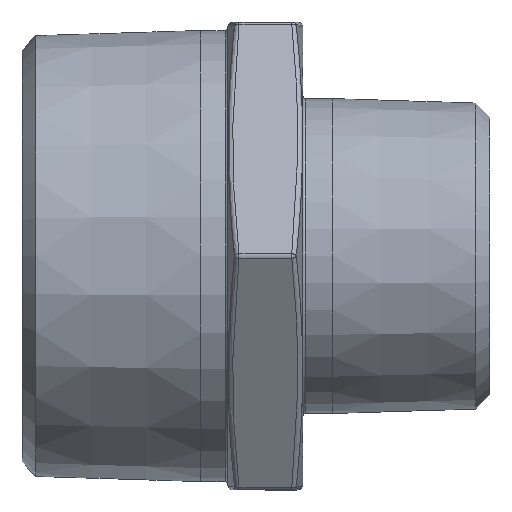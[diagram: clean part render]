
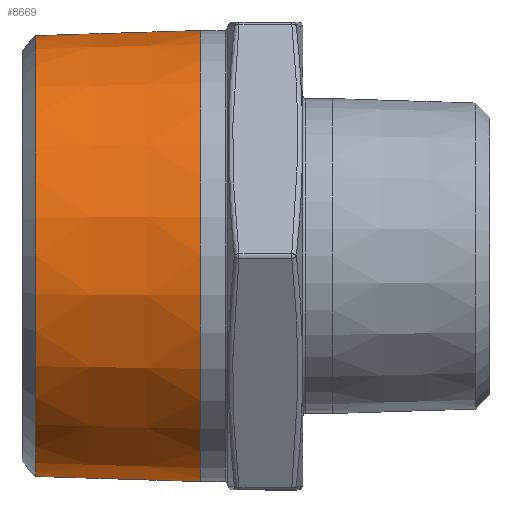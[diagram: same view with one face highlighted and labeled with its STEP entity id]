
A CAD part, front view. The second image highlights one B-rep face of the part: STEP entity #8669.
In plain terms, the highlighted conical face has half-angle 1.79 degrees and reference radius 23.901 mm.
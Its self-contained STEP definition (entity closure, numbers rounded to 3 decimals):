
#507 = DIRECTION ( 'NONE',  ( 1., 0., 0. ) ) ;
#1533 = CARTESIAN_POINT ( 'NONE',  ( 1.478, 0., 0. ) ) ;
#1565 = VERTEX_POINT ( 'NONE', #2664 ) ;
#2627 = FACE_BOUND ( 'NONE', #11695, .T. ) ;
#2664 = CARTESIAN_POINT ( 'NONE',  ( 1.478, 0., 23.551 ) ) ;
#2829 = CARTESIAN_POINT ( 'NONE',  ( 19.1, 0., 0. ) ) ;
#3189 = EDGE_LOOP ( 'NONE', ( #3195 ) ) ;
#3195 = ORIENTED_EDGE ( 'NONE', *, *, #10168, .T. ) ;
#3635 = CARTESIAN_POINT ( 'NONE',  ( 12.7, 0., 0. ) ) ;
#3693 = CIRCLE ( 'NONE', #10323, 23.551 ) ;
#4285 = CIRCLE ( 'NONE', #7606, 24.101 ) ;
#5591 = DIRECTION ( 'NONE',  ( 0., 0., 1. ) ) ;
#5652 = DIRECTION ( 'NONE',  ( 0., 0., -1. ) ) ;
#7223 = ORIENTED_EDGE ( 'NONE', *, *, #12375, .T. ) ;
#7606 = AXIS2_PLACEMENT_3D ( 'NONE', #2829, #11679, #12520 ) ;
#8477 = VERTEX_POINT ( 'NONE', #11447 ) ;
#8508 = DIRECTION ( 'NONE',  ( 1., 0., 0. ) ) ;
#8669 = ADVANCED_FACE ( 'NONE', ( #2627, #10526 ), #10833, .T. ) ;
#10168 = EDGE_CURVE ( 'NONE', #8477, #8477, #4285, .T. ) ;
#10323 = AXIS2_PLACEMENT_3D ( 'NONE', #1533, #8508, #5591 ) ;
#10526 = FACE_OUTER_BOUND ( 'NONE', #3189, .T. ) ;
#10833 = CONICAL_SURFACE ( 'NONE', #12476, 23.901, 0.031 ) ;
#11447 = CARTESIAN_POINT ( 'NONE',  ( 19.1, 0., 24.101 ) ) ;
#11679 = DIRECTION ( 'NONE',  ( -1., 0., 0. ) ) ;
#11695 = EDGE_LOOP ( 'NONE', ( #7223 ) ) ;
#12375 = EDGE_CURVE ( 'NONE', #1565, #1565, #3693, .T. ) ;
#12476 = AXIS2_PLACEMENT_3D ( 'NONE', #3635, #507, #5652 ) ;
#12520 = DIRECTION ( 'NONE',  ( 0., 0., 1. ) ) ;
